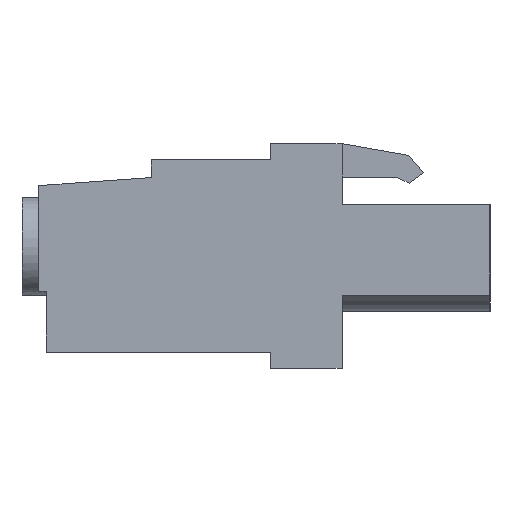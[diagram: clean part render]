
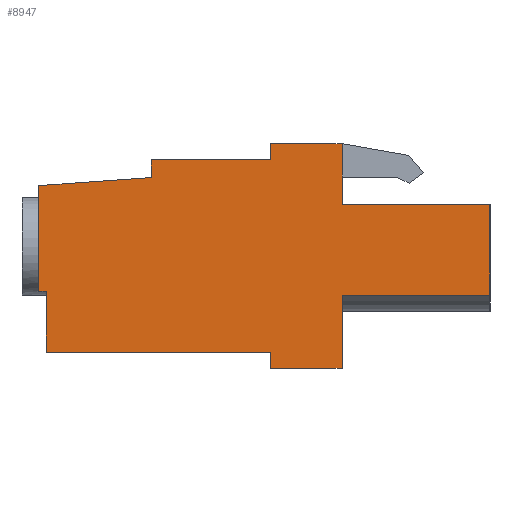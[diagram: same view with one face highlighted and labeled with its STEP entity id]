
A CAD part, left-side view. The second image highlights one B-rep face of the part: STEP entity #8947.
In plain terms, the highlighted planar face has unit normal (-1, 0, 0).
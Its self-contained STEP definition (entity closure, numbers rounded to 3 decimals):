
#187 = LINE ( 'NONE', #4454, #433 ) ;
#296 = DIRECTION ( 'NONE',  ( 0., 0., 1. ) ) ;
#332 = DIRECTION ( 'NONE',  ( 0., 0., -1. ) ) ;
#340 = CARTESIAN_POINT ( 'NONE',  ( 0., 12.3, 3.4 ) ) ;
#433 = VECTOR ( 'NONE', #9989, 1000. ) ;
#442 = CARTESIAN_POINT ( 'NONE',  ( 0., 25.3, 1.05 ) ) ;
#565 = CARTESIAN_POINT ( 'NONE',  ( 0., 25.3, 1.05 ) ) ;
#585 = EDGE_CURVE ( 'NONE', #1280, #8198, #3422, .T. ) ;
#658 = CARTESIAN_POINT ( 'NONE',  ( 0., 19., 2.5 ) ) ;
#898 = FACE_OUTER_BOUND ( 'NONE', #7277, .T. ) ;
#935 = CARTESIAN_POINT ( 'NONE',  ( 0., 25.3, -4.88 ) ) ;
#1025 = LINE ( 'NONE', #5392, #9327 ) ;
#1250 = ORIENTED_EDGE ( 'NONE', *, *, #5278, .F. ) ;
#1280 = VERTEX_POINT ( 'NONE', #8093 ) ;
#1499 = VECTOR ( 'NONE', #3631, 1000. ) ;
#1526 = DIRECTION ( 'NONE',  ( 0., 0., 1. ) ) ;
#1542 = EDGE_CURVE ( 'NONE', #3337, #1280, #5442, .T. ) ;
#1554 = VECTOR ( 'NONE', #3496, 1000. ) ;
#1592 = VECTOR ( 'NONE', #5363, 1000. ) ;
#1687 = DIRECTION ( 'NONE',  ( 0., 0., 1. ) ) ;
#1710 = EDGE_CURVE ( 'NONE', #3073, #3166, #1954, .T. ) ;
#1954 = LINE ( 'NONE', #3319, #8407 ) ;
#2072 = LINE ( 'NONE', #3153, #8005 ) ;
#2087 = CARTESIAN_POINT ( 'NONE',  ( 0., 19., 2.5 ) ) ;
#2105 = LINE ( 'NONE', #6895, #3404 ) ;
#2166 = ORIENTED_EDGE ( 'NONE', *, *, #8232, .F. ) ;
#2374 = DIRECTION ( 'NONE',  ( 0., -1., 0. ) ) ;
#2432 = VECTOR ( 'NONE', #2374, 1000. ) ;
#2511 = ORIENTED_EDGE ( 'NONE', *, *, #8934, .F. ) ;
#2731 = ORIENTED_EDGE ( 'NONE', *, *, #4487, .F. ) ;
#2736 = LINE ( 'NONE', #4962, #6605 ) ;
#2796 = VERTEX_POINT ( 'NONE', #4564 ) ;
#2897 = VECTOR ( 'NONE', #1687, 1000. ) ;
#3007 = CARTESIAN_POINT ( 'NONE',  ( 0., 8.3, 1.53 ) ) ;
#3073 = VERTEX_POINT ( 'NONE', #7988 ) ;
#3153 = CARTESIAN_POINT ( 'NONE',  ( 0., 8.3, -5.1 ) ) ;
#3166 = VERTEX_POINT ( 'NONE', #7330 ) ;
#3171 = VECTOR ( 'NONE', #1526, 1000. ) ;
#3319 = CARTESIAN_POINT ( 'NONE',  ( 0., 8.3, 0. ) ) ;
#3337 = VERTEX_POINT ( 'NONE', #7486 ) ;
#3404 = VECTOR ( 'NONE', #7722, 1000. ) ;
#3422 = LINE ( 'NONE', #5303, #3171 ) ;
#3496 = DIRECTION ( 'NONE',  ( 0., -0.997, 0.071 ) ) ;
#3503 = ORIENTED_EDGE ( 'NONE', *, *, #8110, .F. ) ;
#3631 = DIRECTION ( 'NONE',  ( 0., 1., 0. ) ) ;
#3703 = VERTEX_POINT ( 'NONE', #340 ) ;
#3801 = LINE ( 'NONE', #3007, #4037 ) ;
#4001 = CARTESIAN_POINT ( 'NONE',  ( 0., 25.3, -2.38 ) ) ;
#4037 = VECTOR ( 'NONE', #8463, 1000. ) ;
#4044 = EDGE_CURVE ( 'NONE', #2796, #7363, #5707, .T. ) ;
#4055 = ORIENTED_EDGE ( 'NONE', *, *, #8311, .F. ) ;
#4155 = PLANE ( 'NONE',  #8512 ) ;
#4454 = CARTESIAN_POINT ( 'NONE',  ( 0., 12.3, 2.5 ) ) ;
#4487 = EDGE_CURVE ( 'NONE', #8198, #8149, #9943, .T. ) ;
#4492 = EDGE_CURVE ( 'NONE', #7363, #4977, #2105, .T. ) ;
#4564 = CARTESIAN_POINT ( 'NONE',  ( 0., 24.9, -4.88 ) ) ;
#4650 = EDGE_CURVE ( 'NONE', #4818, #3337, #2072, .T. ) ;
#4763 = CARTESIAN_POINT ( 'NONE',  ( 0., 19., 1.5 ) ) ;
#4806 = ORIENTED_EDGE ( 'NONE', *, *, #9124, .F. ) ;
#4818 = VERTEX_POINT ( 'NONE', #7229 ) ;
#4892 = ORIENTED_EDGE ( 'NONE', *, *, #4044, .F. ) ;
#4927 = DIRECTION ( 'NONE',  ( 1., 0., 0. ) ) ;
#4962 = CARTESIAN_POINT ( 'NONE',  ( 0., 19., 1.5 ) ) ;
#4977 = VERTEX_POINT ( 'NONE', #4001 ) ;
#4981 = LINE ( 'NONE', #6466, #8937 ) ;
#5137 = DIRECTION ( 'NONE',  ( 0., -1., 0. ) ) ;
#5214 = EDGE_CURVE ( 'NONE', #10028, #6416, #7742, .T. ) ;
#5215 = VECTOR ( 'NONE', #7760, 1000. ) ;
#5278 = EDGE_CURVE ( 'NONE', #4977, #10028, #9378, .T. ) ;
#5303 = CARTESIAN_POINT ( 'NONE',  ( 0., 12.3, -9.2 ) ) ;
#5363 = DIRECTION ( 'NONE',  ( 0., 1., 0. ) ) ;
#5392 = CARTESIAN_POINT ( 'NONE',  ( 0., 0., 0. ) ) ;
#5442 = LINE ( 'NONE', #6854, #5215 ) ;
#5477 = VERTEX_POINT ( 'NONE', #9775 ) ;
#5579 = ORIENTED_EDGE ( 'NONE', *, *, #1542, .F. ) ;
#5586 = LINE ( 'NONE', #7507, #1499 ) ;
#5707 = LINE ( 'NONE', #7640, #9426 ) ;
#5746 = VECTOR ( 'NONE', #5137, 1000. ) ;
#5757 = DIRECTION ( 'NONE',  ( 0., 0., 1. ) ) ;
#5948 = CARTESIAN_POINT ( 'NONE',  ( 0., 12.3, -8.3 ) ) ;
#6087 = ORIENTED_EDGE ( 'NONE', *, *, #585, .F. ) ;
#6222 = ORIENTED_EDGE ( 'NONE', *, *, #4492, .F. ) ;
#6416 = VERTEX_POINT ( 'NONE', #4763 ) ;
#6466 = CARTESIAN_POINT ( 'NONE',  ( 0., 24.9, -8.3 ) ) ;
#6533 = DIRECTION ( 'NONE',  ( 0., -1., 0. ) ) ;
#6543 = LINE ( 'NONE', #8600, #2432 ) ;
#6561 = ORIENTED_EDGE ( 'NONE', *, *, #6795, .F. ) ;
#6605 = VECTOR ( 'NONE', #5757, 1000. ) ;
#6795 = EDGE_CURVE ( 'NONE', #6416, #10123, #2736, .T. ) ;
#6854 = CARTESIAN_POINT ( 'NONE',  ( 0., 8.3, -9.2 ) ) ;
#6895 = CARTESIAN_POINT ( 'NONE',  ( 0., 25.3, -4.88 ) ) ;
#7015 = ORIENTED_EDGE ( 'NONE', *, *, #8764, .F. ) ;
#7061 = ORIENTED_EDGE ( 'NONE', *, *, #4650, .F. ) ;
#7229 = CARTESIAN_POINT ( 'NONE',  ( 0., 8.3, -5.1 ) ) ;
#7277 = EDGE_LOOP ( 'NONE', ( #1250, #6222, #4892, #2511, #2731, #6087, #5579, #7061, #4806, #7015, #8415, #4055, #8118, #2166, #3503, #6561, #7501 ) ) ;
#7330 = CARTESIAN_POINT ( 'NONE',  ( 0., 0., 0. ) ) ;
#7363 = VERTEX_POINT ( 'NONE', #9602 ) ;
#7486 = CARTESIAN_POINT ( 'NONE',  ( 0., 8.3, -9.2 ) ) ;
#7501 = ORIENTED_EDGE ( 'NONE', *, *, #5214, .F. ) ;
#7507 = CARTESIAN_POINT ( 'NONE',  ( 0., 0., -5.1 ) ) ;
#7640 = CARTESIAN_POINT ( 'NONE',  ( 0., 24.9, -4.88 ) ) ;
#7722 = DIRECTION ( 'NONE',  ( 0., 0., 1. ) ) ;
#7742 = LINE ( 'NONE', #442, #1554 ) ;
#7760 = DIRECTION ( 'NONE',  ( 0., 1., 0. ) ) ;
#7819 = DIRECTION ( 'NONE',  ( 0., 0., -1. ) ) ;
#7988 = CARTESIAN_POINT ( 'NONE',  ( 0., 8.3, 0. ) ) ;
#8005 = VECTOR ( 'NONE', #7819, 1000. ) ;
#8082 = LINE ( 'NONE', #2087, #5746 ) ;
#8093 = CARTESIAN_POINT ( 'NONE',  ( 0., 12.3, -9.2 ) ) ;
#8110 = EDGE_CURVE ( 'NONE', #10123, #9987, #8082, .T. ) ;
#8118 = ORIENTED_EDGE ( 'NONE', *, *, #9727, .F. ) ;
#8149 = VERTEX_POINT ( 'NONE', #9023 ) ;
#8198 = VERTEX_POINT ( 'NONE', #5948 ) ;
#8224 = CARTESIAN_POINT ( 'NONE',  ( 0., 12.3, 2.5 ) ) ;
#8232 = EDGE_CURVE ( 'NONE', #9987, #3703, #187, .T. ) ;
#8311 = EDGE_CURVE ( 'NONE', #5477, #3073, #3801, .T. ) ;
#8407 = VECTOR ( 'NONE', #6533, 1000. ) ;
#8415 = ORIENTED_EDGE ( 'NONE', *, *, #1710, .F. ) ;
#8463 = DIRECTION ( 'NONE',  ( 0., 0., -1. ) ) ;
#8512 = AXIS2_PLACEMENT_3D ( 'NONE', #9676, #4927, #332 ) ;
#8553 = DIRECTION ( 'NONE',  ( 0., 0., -1. ) ) ;
#8563 = VERTEX_POINT ( 'NONE', #8986 ) ;
#8600 = CARTESIAN_POINT ( 'NONE',  ( 0., 12.3, 3.4 ) ) ;
#8764 = EDGE_CURVE ( 'NONE', #3166, #8563, #1025, .T. ) ;
#8934 = EDGE_CURVE ( 'NONE', #8149, #2796, #4981, .T. ) ;
#8937 = VECTOR ( 'NONE', #296, 1000. ) ;
#8947 = ADVANCED_FACE ( 'NONE', ( #898 ), #4155, .F. ) ;
#8986 = CARTESIAN_POINT ( 'NONE',  ( 0., 0., -5.1 ) ) ;
#9023 = CARTESIAN_POINT ( 'NONE',  ( 0., 24.9, -8.3 ) ) ;
#9088 = DIRECTION ( 'NONE',  ( 0., 1., 0. ) ) ;
#9124 = EDGE_CURVE ( 'NONE', #8563, #4818, #5586, .T. ) ;
#9327 = VECTOR ( 'NONE', #8553, 1000. ) ;
#9378 = LINE ( 'NONE', #935, #2897 ) ;
#9426 = VECTOR ( 'NONE', #9088, 1000. ) ;
#9602 = CARTESIAN_POINT ( 'NONE',  ( 0., 25.3, -4.88 ) ) ;
#9676 = CARTESIAN_POINT ( 'NONE',  ( 0., 0., 0. ) ) ;
#9727 = EDGE_CURVE ( 'NONE', #3703, #5477, #6543, .T. ) ;
#9775 = CARTESIAN_POINT ( 'NONE',  ( 0., 8.3, 3.4 ) ) ;
#9943 = LINE ( 'NONE', #10081, #1592 ) ;
#9987 = VERTEX_POINT ( 'NONE', #8224 ) ;
#9989 = DIRECTION ( 'NONE',  ( 0., 0., 1. ) ) ;
#10028 = VERTEX_POINT ( 'NONE', #565 ) ;
#10081 = CARTESIAN_POINT ( 'NONE',  ( 0., 12.3, -8.3 ) ) ;
#10123 = VERTEX_POINT ( 'NONE', #658 ) ;
